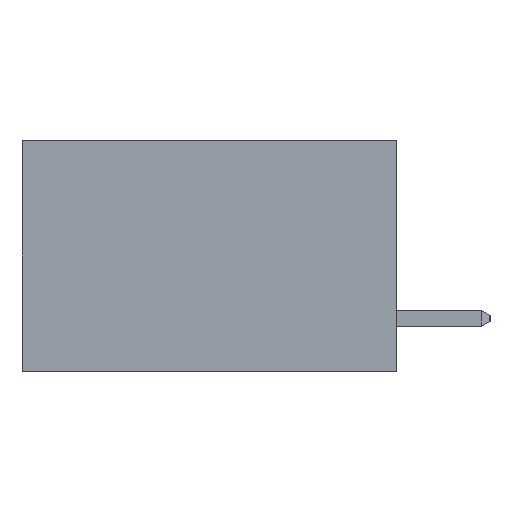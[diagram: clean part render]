
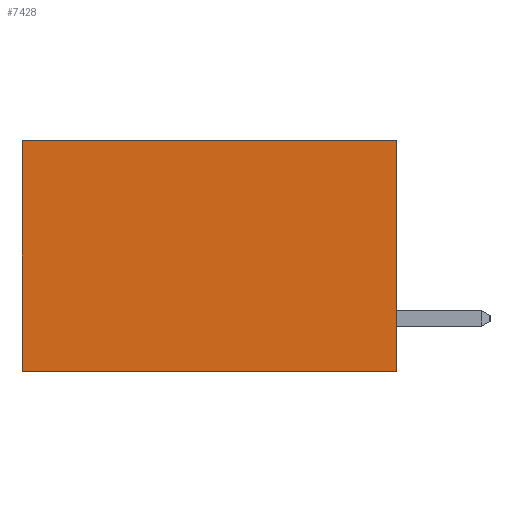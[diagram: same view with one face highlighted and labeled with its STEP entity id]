
A CAD part, left-side view. The second image highlights one B-rep face of the part: STEP entity #7428.
In plain terms, the highlighted planar face has unit normal (-1, 0, 0).
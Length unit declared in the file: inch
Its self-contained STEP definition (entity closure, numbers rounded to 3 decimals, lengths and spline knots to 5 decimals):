
#972 = VERTEX_POINT ( 'NONE', #4566 ) ;
#1202 = DIRECTION ( 'NONE',  ( 0., 1., 0. ) ) ;
#1272 = EDGE_CURVE ( 'NONE', #7500, #972, #5288, .T. ) ;
#2584 = DIRECTION ( 'NONE',  ( 0., 0., -1. ) ) ;
#2726 = VECTOR ( 'NONE', #2584, 39.37008 ) ;
#3730 = VECTOR ( 'NONE', #1202, 39.37008 ) ;
#4036 = DIRECTION ( 'NONE',  ( 0., 0., -1. ) ) ;
#4566 = CARTESIAN_POINT ( 'NONE',  ( 0.298, 0.6, 0. ) ) ;
#4796 = DIRECTION ( 'NONE',  ( 1., 0., 0. ) ) ;
#5288 = LINE ( 'NONE', #6028, #10437 ) ;
#5586 = FACE_OUTER_BOUND ( 'NONE', #11286, .T. ) ;
#6028 = CARTESIAN_POINT ( 'NONE',  ( 0.298, 0., 0. ) ) ;
#6779 = VECTOR ( 'NONE', #4036, 39.37008 ) ;
#7428 = ADVANCED_FACE ( 'NONE', ( #5586 ), #7877, .F. ) ;
#7500 = VERTEX_POINT ( 'NONE', #8003 ) ;
#7532 = LINE ( 'NONE', #7738, #2726 ) ;
#7538 = ORIENTED_EDGE ( 'NONE', *, *, #7953, .F. ) ;
#7738 = CARTESIAN_POINT ( 'NONE',  ( 0.298, 0., 0. ) ) ;
#7750 = ORIENTED_EDGE ( 'NONE', *, *, #11423, .T. ) ;
#7877 = PLANE ( 'NONE',  #12118 ) ;
#7930 = ORIENTED_EDGE ( 'NONE', *, *, #11003, .F. ) ;
#7953 = EDGE_CURVE ( 'NONE', #7500, #12792, #7532, .T. ) ;
#8003 = CARTESIAN_POINT ( 'NONE',  ( 0.298, 0., 0. ) ) ;
#8493 = VERTEX_POINT ( 'NONE', #11927 ) ;
#9145 = CARTESIAN_POINT ( 'NONE',  ( 0.298, 0.6, 0. ) ) ;
#9484 = LINE ( 'NONE', #9145, #6779 ) ;
#10437 = VECTOR ( 'NONE', #11379, 39.37008 ) ;
#10976 = CARTESIAN_POINT ( 'NONE',  ( 0.298, 0., 0. ) ) ;
#11003 = EDGE_CURVE ( 'NONE', #12792, #8493, #11928, .T. ) ;
#11286 = EDGE_LOOP ( 'NONE', ( #7750, #7930, #7538, #11460 ) ) ;
#11379 = DIRECTION ( 'NONE',  ( 0., 1., 0. ) ) ;
#11403 = CARTESIAN_POINT ( 'NONE',  ( 0.298, 0., -0.37 ) ) ;
#11423 = EDGE_CURVE ( 'NONE', #972, #8493, #9484, .T. ) ;
#11460 = ORIENTED_EDGE ( 'NONE', *, *, #1272, .T. ) ;
#11927 = CARTESIAN_POINT ( 'NONE',  ( 0.298, 0.6, -0.37 ) ) ;
#11928 = LINE ( 'NONE', #11403, #3730 ) ;
#11984 = DIRECTION ( 'NONE',  ( 0., 0., -1. ) ) ;
#12118 = AXIS2_PLACEMENT_3D ( 'NONE', #10976, #4796, #11984 ) ;
#12792 = VERTEX_POINT ( 'NONE', #13023 ) ;
#13023 = CARTESIAN_POINT ( 'NONE',  ( 0.298, 0., -0.37 ) ) ;
